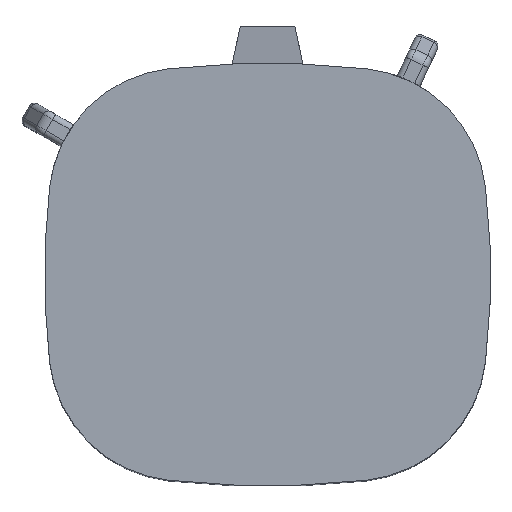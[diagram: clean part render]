
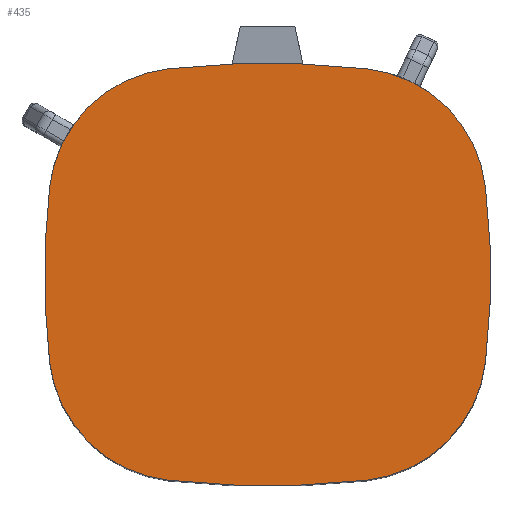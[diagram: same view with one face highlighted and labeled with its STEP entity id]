
A CAD part, top view. The second image highlights one B-rep face of the part: STEP entity #435.
In plain terms, the highlighted planar face has unit normal (0, 0, 1).
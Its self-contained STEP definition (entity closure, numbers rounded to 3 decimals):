
#109=CIRCLE('',#2749,5.668);
#116=CIRCLE('',#2759,38.18);
#219=CIRCLE('',#3005,5.668);
#220=CIRCLE('',#3006,31.675);
#221=CIRCLE('',#3007,5.668);
#222=CIRCLE('',#3008,38.18);
#223=CIRCLE('',#3009,5.668);
#224=CIRCLE('',#3010,31.675);
#435=ADVANCED_FACE('',(#646),#502,.T.);
#502=PLANE('',#3011);
#646=FACE_OUTER_BOUND('',#809,.T.);
#809=EDGE_LOOP('',(#1988,#1989,#1990,#1991,#1992,#1993,#1994,#1995));
#1988=ORIENTED_EDGE('',*,*,#2341,.F.);
#1989=ORIENTED_EDGE('',*,*,#2359,.T.);
#1990=ORIENTED_EDGE('',*,*,#2656,.T.);
#1991=ORIENTED_EDGE('',*,*,#2657,.T.);
#1992=ORIENTED_EDGE('',*,*,#2658,.T.);
#1993=ORIENTED_EDGE('',*,*,#2659,.T.);
#1994=ORIENTED_EDGE('',*,*,#2660,.F.);
#1995=ORIENTED_EDGE('',*,*,#2661,.F.);
#2070=VERTEX_POINT('',#4130);
#2071=VERTEX_POINT('',#4132);
#2085=VERTEX_POINT('',#4322);
#2271=VERTEX_POINT('',#4964);
#2272=VERTEX_POINT('',#4966);
#2273=VERTEX_POINT('',#4968);
#2274=VERTEX_POINT('',#4970);
#2275=VERTEX_POINT('',#4972);
#2341=EDGE_CURVE('',#2070,#2071,#109,.T.);
#2359=EDGE_CURVE('',#2070,#2085,#116,.T.);
#2656=EDGE_CURVE('',#2085,#2271,#219,.T.);
#2657=EDGE_CURVE('',#2271,#2272,#220,.T.);
#2658=EDGE_CURVE('',#2272,#2273,#221,.T.);
#2659=EDGE_CURVE('',#2273,#2274,#222,.T.);
#2660=EDGE_CURVE('',#2275,#2274,#223,.T.);
#2661=EDGE_CURVE('',#2071,#2275,#224,.T.);
#2749=AXIS2_PLACEMENT_3D('',#4131,#3160,#3161);
#2759=AXIS2_PLACEMENT_3D('',#4323,#3187,#3188);
#3005=AXIS2_PLACEMENT_3D('',#4963,#3848,#3849);
#3006=AXIS2_PLACEMENT_3D('',#4965,#3850,#3851);
#3007=AXIS2_PLACEMENT_3D('',#4967,#3852,#3853);
#3008=AXIS2_PLACEMENT_3D('',#4969,#3854,#3855);
#3009=AXIS2_PLACEMENT_3D('',#4971,#3856,#3857);
#3010=AXIS2_PLACEMENT_3D('',#4973,#3858,#3859);
#3011=AXIS2_PLACEMENT_3D('',#4974,#3860,#3861);
#3160=DIRECTION('',(0.,0.,-1.));
#3161=DIRECTION('',(-1.,0.,0.));
#3187=DIRECTION('',(0.,0.,1.));
#3188=DIRECTION('',(1.,0.,0.));
#3848=DIRECTION('',(0.,0.,1.));
#3849=DIRECTION('',(1.,0.,0.));
#3850=DIRECTION('',(0.,0.,1.));
#3851=DIRECTION('',(1.,0.,0.));
#3852=DIRECTION('',(0.,0.,1.));
#3853=DIRECTION('',(1.,0.,0.));
#3854=DIRECTION('',(0.,0.,1.));
#3855=DIRECTION('',(1.,0.,0.));
#3856=DIRECTION('',(0.,0.,-1.));
#3857=DIRECTION('',(-1.,0.,0.));
#3858=DIRECTION('',(0.,0.,-1.));
#3859=DIRECTION('',(-1.,0.,0.));
#3860=DIRECTION('',(0.,0.,1.));
#3861=DIRECTION('',(-1.,0.,0.));
#4130=CARTESIAN_POINT('',(4.19,8.685,2.5));
#4131=CARTESIAN_POINT('',(3.568,3.051,2.5));
#4132=CARTESIAN_POINT('',(9.197,3.716,2.5));
#4322=CARTESIAN_POINT('',(-4.19,8.685,2.5));
#4323=CARTESIAN_POINT('',(0.,-29.264,2.5));
#4963=CARTESIAN_POINT('',(-3.568,3.051,2.5));
#4964=CARTESIAN_POINT('',(-9.197,3.716,2.5));
#4965=CARTESIAN_POINT('',(22.26,0.,2.5));
#4966=CARTESIAN_POINT('',(-9.197,-3.716,2.5));
#4967=CARTESIAN_POINT('',(-3.568,-3.051,2.5));
#4968=CARTESIAN_POINT('',(-4.19,-8.685,2.5));
#4969=CARTESIAN_POINT('',(0.,29.264,2.5));
#4970=CARTESIAN_POINT('',(4.19,-8.685,2.5));
#4971=CARTESIAN_POINT('',(3.568,-3.051,2.5));
#4972=CARTESIAN_POINT('',(9.197,-3.716,2.5));
#4973=CARTESIAN_POINT('',(-22.26,0.,2.5));
#4974=CARTESIAN_POINT('',(1.504,1.227,2.5));
